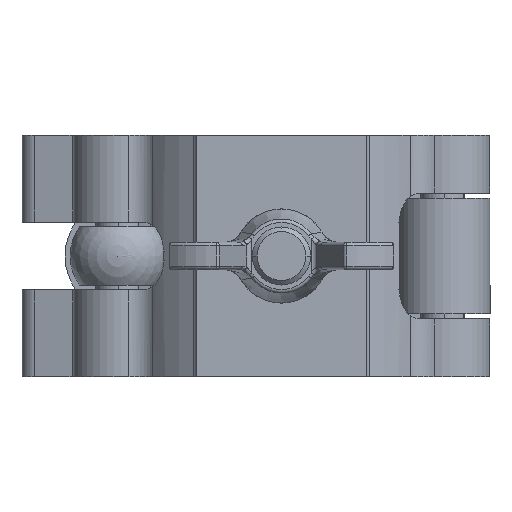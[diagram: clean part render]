
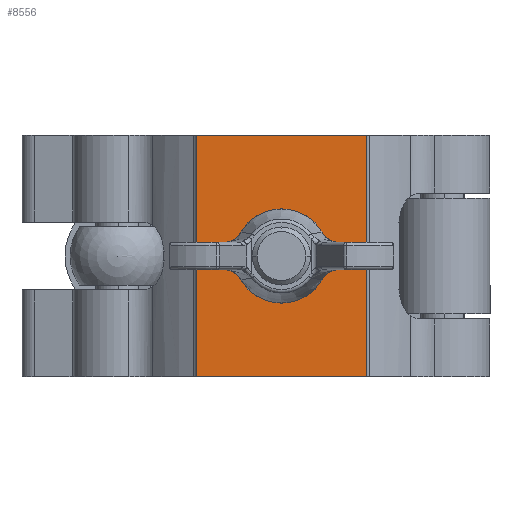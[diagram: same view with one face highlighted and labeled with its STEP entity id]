
A CAD part, front view. The second image highlights one B-rep face of the part: STEP entity #8556.
In plain terms, the highlighted planar face has unit normal (0, -1, 0).
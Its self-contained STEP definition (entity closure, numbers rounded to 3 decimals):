
#901 = DIRECTION ( 'NONE',  ( 0., 0., 1. ) ) ;
#1157 = VECTOR ( 'NONE', #2159, 1000. ) ;
#1214 = ORIENTED_EDGE ( 'NONE', *, *, #11489, .F. ) ;
#1677 = LINE ( 'NONE', #6628, #13814 ) ;
#1723 = ORIENTED_EDGE ( 'NONE', *, *, #6785, .T. ) ;
#1887 = CARTESIAN_POINT ( 'NONE',  ( 0., 0., 0. ) ) ;
#1940 = DIRECTION ( 'NONE',  ( 0., 0., 1. ) ) ;
#2159 = DIRECTION ( 'NONE',  ( 1., 0., 0. ) ) ;
#2258 = CARTESIAN_POINT ( 'NONE',  ( 0., 0., 6.35 ) ) ;
#2695 = VERTEX_POINT ( 'NONE', #12330 ) ;
#3657 = EDGE_CURVE ( 'NONE', #15442, #2695, #5106, .T. ) ;
#4092 = CARTESIAN_POINT ( 'NONE',  ( 17.625, 0., -24.95 ) ) ;
#4564 = LINE ( 'NONE', #11107, #14400 ) ;
#4725 = CARTESIAN_POINT ( 'NONE',  ( -17.625, 0., 24.95 ) ) ;
#5106 = CIRCLE ( 'NONE', #13132, 6.35 ) ;
#5247 = EDGE_LOOP ( 'NONE', ( #13648, #13055 ) ) ;
#5535 = CARTESIAN_POINT ( 'NONE',  ( 17.625, 0., 24.95 ) ) ;
#5595 = DIRECTION ( 'NONE',  ( 0., 1., 0. ) ) ;
#5910 = EDGE_CURVE ( 'NONE', #12645, #12523, #4564, .T. ) ;
#5963 = PLANE ( 'NONE',  #6536 ) ;
#6167 = LINE ( 'NONE', #15749, #6967 ) ;
#6362 = EDGE_CURVE ( 'NONE', #2695, #15442, #12478, .T. ) ;
#6536 = AXIS2_PLACEMENT_3D ( 'NONE', #4725, #14597, #12162 ) ;
#6628 = CARTESIAN_POINT ( 'NONE',  ( -17.625, 0., 24.95 ) ) ;
#6753 = ORIENTED_EDGE ( 'NONE', *, *, #5910, .F. ) ;
#6785 = EDGE_CURVE ( 'NONE', #14157, #9495, #1677, .T. ) ;
#6967 = VECTOR ( 'NONE', #8388, 1000. ) ;
#8311 = CARTESIAN_POINT ( 'NONE',  ( 0., 0., 0. ) ) ;
#8313 = EDGE_LOOP ( 'NONE', ( #12960, #6753, #1214, #1723 ) ) ;
#8388 = DIRECTION ( 'NONE',  ( 1., 0., 0. ) ) ;
#8556 = ADVANCED_FACE ( 'NONE', ( #15885, #9712 ), #5963, .F. ) ;
#8684 = CARTESIAN_POINT ( 'NONE',  ( -17.625, 0., -24.95 ) ) ;
#9495 = VERTEX_POINT ( 'NONE', #8684 ) ;
#9712 = FACE_OUTER_BOUND ( 'NONE', #8313, .T. ) ;
#11107 = CARTESIAN_POINT ( 'NONE',  ( 17.625, 0., 24.95 ) ) ;
#11489 = EDGE_CURVE ( 'NONE', #14157, #12645, #6167, .T. ) ;
#12162 = DIRECTION ( 'NONE',  ( 0., 0., 1. ) ) ;
#12224 = DIRECTION ( 'NONE',  ( 0., 0., -1. ) ) ;
#12330 = CARTESIAN_POINT ( 'NONE',  ( 0., 0., -6.35 ) ) ;
#12478 = CIRCLE ( 'NONE', #12559, 6.35 ) ;
#12523 = VERTEX_POINT ( 'NONE', #4092 ) ;
#12559 = AXIS2_PLACEMENT_3D ( 'NONE', #1887, #5595, #1940 ) ;
#12645 = VERTEX_POINT ( 'NONE', #5535 ) ;
#12714 = DIRECTION ( 'NONE',  ( 0., 0., -1. ) ) ;
#12960 = ORIENTED_EDGE ( 'NONE', *, *, #15490, .T. ) ;
#13055 = ORIENTED_EDGE ( 'NONE', *, *, #3657, .T. ) ;
#13122 = LINE ( 'NONE', #14600, #1157 ) ;
#13132 = AXIS2_PLACEMENT_3D ( 'NONE', #8311, #14379, #901 ) ;
#13648 = ORIENTED_EDGE ( 'NONE', *, *, #6362, .T. ) ;
#13814 = VECTOR ( 'NONE', #12714, 1000. ) ;
#14157 = VERTEX_POINT ( 'NONE', #15282 ) ;
#14379 = DIRECTION ( 'NONE',  ( 0., 1., 0. ) ) ;
#14400 = VECTOR ( 'NONE', #12224, 1000. ) ;
#14597 = DIRECTION ( 'NONE',  ( 0., 1., 0. ) ) ;
#14600 = CARTESIAN_POINT ( 'NONE',  ( -17.625, 0., -24.95 ) ) ;
#15282 = CARTESIAN_POINT ( 'NONE',  ( -17.625, 0., 24.95 ) ) ;
#15442 = VERTEX_POINT ( 'NONE', #2258 ) ;
#15490 = EDGE_CURVE ( 'NONE', #9495, #12523, #13122, .T. ) ;
#15749 = CARTESIAN_POINT ( 'NONE',  ( -17.625, 0., 24.95 ) ) ;
#15885 = FACE_BOUND ( 'NONE', #5247, .T. ) ;
